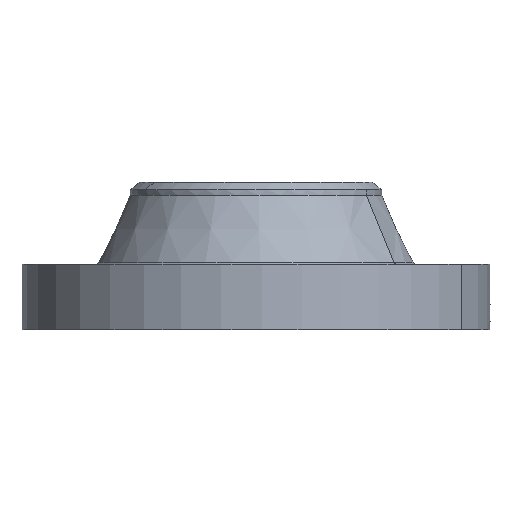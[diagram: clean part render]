
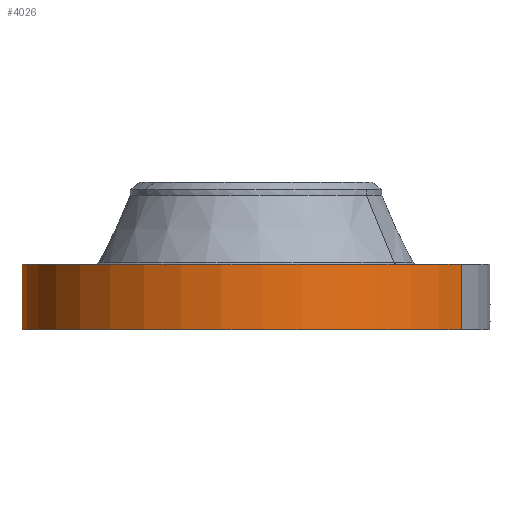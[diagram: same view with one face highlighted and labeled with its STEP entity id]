
A CAD part, left-side view. The second image highlights one B-rep face of the part: STEP entity #4026.
In plain terms, the highlighted cylindrical face has radius 254 mm (diameter 508 mm), a partial arc.
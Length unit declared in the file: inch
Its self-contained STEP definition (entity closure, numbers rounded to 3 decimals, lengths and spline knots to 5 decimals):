
#2927=AXIS2_PLACEMENT_3D('Circle Axis2P3D',#2925,#2926,$) ;
#3912=AXIS2_PLACEMENT_3D('Cylinder Axis2P3D',#3909,#3910,#3911) ;
#3916=AXIS2_PLACEMENT_3D('Circle Axis2P3D',#3914,#3915,$) ;
#2920=CARTESIAN_POINT('Vertex',(4.79426,8.77583,2.812)) ;
#2922=CARTESIAN_POINT('Vertex',(-4.79426,-8.77583,2.812)) ;
#2925=CARTESIAN_POINT('Axis2P3D Location',(0.,0.,2.812)) ;
#3909=CARTESIAN_POINT('Axis2P3D Location',(0.,0.,3.156)) ;
#3914=CARTESIAN_POINT('Axis2P3D Location',(0.,0.,0.)) ;
#3918=CARTESIAN_POINT('Vertex',(-4.79426,-8.77583,0.)) ;
#3920=CARTESIAN_POINT('Vertex',(4.79426,8.77583,0.)) ;
#3923=CARTESIAN_POINT('Line Origine',(-4.79426,-8.77583,1.406)) ;
#3928=CARTESIAN_POINT('Line Origine',(4.79426,8.77583,1.406)) ;
#3940=CARTESIAN_POINT('Control Point',(-0.05721,9.99984,1.09946)) ;
#3941=CARTESIAN_POINT('Control Point',(-0.03855,9.99994,1.10252)) ;
#3942=CARTESIAN_POINT('Control Point',(-0.01963,10.,1.10408)) ;
#3943=CARTESIAN_POINT('Control Point',(-0.00072,10.,1.10412)) ;
#3944=CARTESIAN_POINT('Vertex',(-0.0572,9.99984,1.09946)) ;
#3946=CARTESIAN_POINT('Vertex',(-0.00072,10.,1.10412)) ;
#3950=CARTESIAN_POINT('Control Point',(-0.0572,9.99984,1.09946)) ;
#3951=CARTESIAN_POINT('Control Point',(-0.09693,9.99961,1.09476)) ;
#3952=CARTESIAN_POINT('Control Point',(-0.13593,9.99914,1.08281)) ;
#3953=CARTESIAN_POINT('Control Point',(-0.17178,9.99852,1.06447)) ;
#3954=CARTESIAN_POINT('Vertex',(-0.17178,9.99852,1.06447)) ;
#3958=CARTESIAN_POINT('Control Point',(-0.03048,9.99995,0.34115)) ;
#3959=CARTESIAN_POINT('Control Point',(-0.08692,9.99978,0.34832)) ;
#3960=CARTESIAN_POINT('Control Point',(-0.14178,9.99922,0.36592)) ;
#3961=CARTESIAN_POINT('Control Point',(-0.19235,9.99831,0.39348)) ;
#3962=CARTESIAN_POINT('Control Point',(-0.26576,9.99658,0.4529)) ;
#3963=CARTESIAN_POINT('Control Point',(-0.31798,9.99497,0.52938)) ;
#3964=CARTESIAN_POINT('Control Point',(-0.33509,9.9944,0.56205)) ;
#3965=CARTESIAN_POINT('Control Point',(-0.36906,9.99321,0.65025)) ;
#3966=CARTESIAN_POINT('Control Point',(-0.37611,9.99292,0.74448)) ;
#3967=CARTESIAN_POINT('Control Point',(-0.36996,9.99316,0.802)) ;
#3968=CARTESIAN_POINT('Control Point',(-0.34041,9.99428,0.9012)) ;
#3969=CARTESIAN_POINT('Control Point',(-0.28068,9.99612,0.98436)) ;
#3970=CARTESIAN_POINT('Control Point',(-0.24854,9.99701,1.01703)) ;
#3971=CARTESIAN_POINT('Control Point',(-0.21177,9.99784,1.04402)) ;
#3972=CARTESIAN_POINT('Control Point',(-0.17178,9.99852,1.06447)) ;
#3973=CARTESIAN_POINT('Vertex',(-0.03048,9.99995,0.34115)) ;
#3977=CARTESIAN_POINT('Control Point',(-0.03048,9.99995,0.34115)) ;
#3978=CARTESIAN_POINT('Control Point',(-0.02031,9.99998,0.34087)) ;
#3979=CARTESIAN_POINT('Control Point',(-0.01014,10.,0.34094)) ;
#3980=CARTESIAN_POINT('Control Point',(0.,10.,0.34137)) ;
#3981=CARTESIAN_POINT('Vertex',(0.,10.,0.34137)) ;
#3985=CARTESIAN_POINT('Control Point',(0.19309,9.99814,0.39656)) ;
#3986=CARTESIAN_POINT('Control Point',(0.14918,9.99898,0.37154)) ;
#3987=CARTESIAN_POINT('Control Point',(0.10115,9.99965,0.35361)) ;
#3988=CARTESIAN_POINT('Control Point',(0.05082,10.,0.34353)) ;
#3989=CARTESIAN_POINT('Control Point',(0.,10.,0.34137)) ;
#3990=CARTESIAN_POINT('Vertex',(0.19309,9.99814,0.39656)) ;
#3994=CARTESIAN_POINT('Control Point',(0.19309,9.99814,0.39656)) ;
#3995=CARTESIAN_POINT('Control Point',(0.222,9.99758,0.41304)) ;
#3996=CARTESIAN_POINT('Control Point',(0.24924,9.99695,0.4324)) ;
#3997=CARTESIAN_POINT('Control Point',(0.2744,9.99628,0.45446)) ;
#3998=CARTESIAN_POINT('Control Point',(0.34105,9.99431,0.52643)) ;
#3999=CARTESIAN_POINT('Control Point',(0.38338,9.99268,0.6163)) ;
#4000=CARTESIAN_POINT('Control Point',(0.39821,9.99206,0.68079)) ;
#4001=CARTESIAN_POINT('Control Point',(0.39882,9.99207,0.80773)) ;
#4002=CARTESIAN_POINT('Control Point',(0.34911,9.99395,0.92279)) ;
#4003=CARTESIAN_POINT('Control Point',(0.31406,9.99519,0.97248)) ;
#4004=CARTESIAN_POINT('Control Point',(0.23562,9.99748,1.04687)) ;
#4005=CARTESIAN_POINT('Control Point',(0.13852,9.99919,1.08949)) ;
#4006=CARTESIAN_POINT('Control Point',(0.09276,9.99973,1.10155)) ;
#4007=CARTESIAN_POINT('Control Point',(0.0461,10.,1.10641)) ;
#4008=CARTESIAN_POINT('Control Point',(-0.00003,10.,1.10415)) ;
#4009=CARTESIAN_POINT('Vertex',(-0.00003,10.,1.10415)) ;
#4013=CARTESIAN_POINT('Control Point',(-0.00072,10.,1.10412)) ;
#4014=CARTESIAN_POINT('Control Point',(-0.00037,10.,1.10414)) ;
#4015=CARTESIAN_POINT('Control Point',(-0.00003,10.,1.10415)) ;
#2926=DIRECTION('Axis2P3D Direction',(0.,0.,-0.039)) ;
#3910=DIRECTION('Axis2P3D Direction',(0.,0.,-0.039)) ;
#3911=DIRECTION('Axis2P3D XDirection',(0.019,0.035,0.)) ;
#3915=DIRECTION('Axis2P3D Direction',(0.,0.,-0.039)) ;
#3924=DIRECTION('Vector Direction',(0.,0.,-0.039)) ;
#3929=DIRECTION('Vector Direction',(0.,0.,-0.039)) ;
#3925=VECTOR('Line Direction',#3924,0.03937) ;
#3930=VECTOR('Line Direction',#3929,0.03937) ;
#3934=ORIENTED_EDGE('',*,*,#3922,.F.) ;
#3935=ORIENTED_EDGE('',*,*,#3927,.T.) ;
#3936=ORIENTED_EDGE('',*,*,#2929,.T.) ;
#3937=ORIENTED_EDGE('',*,*,#3932,.F.) ;
#4018=ORIENTED_EDGE('',*,*,#3948,.F.) ;
#4019=ORIENTED_EDGE('',*,*,#3956,.T.) ;
#4020=ORIENTED_EDGE('',*,*,#3975,.F.) ;
#4021=ORIENTED_EDGE('',*,*,#3983,.T.) ;
#4022=ORIENTED_EDGE('',*,*,#3992,.F.) ;
#4023=ORIENTED_EDGE('',*,*,#4011,.T.) ;
#4024=ORIENTED_EDGE('',*,*,#4016,.F.) ;
#4025=FACE_BOUND('',#4017,.T.) ;
#4026=ADVANCED_FACE('PartBody',(#3938,#4025),#3913,.T.) ;
#3939=B_SPLINE_CURVE_WITH_KNOTS('',3,(#3940,#3941,#3942,#3943),.UNSPECIFIED.,.F.,.U.,(4,4),(4.42273,6.5213),.UNSPECIFIED.) ;
#3949=B_SPLINE_CURVE_WITH_KNOTS('',3,(#3950,#3951,#3952,#3953),.UNSPECIFIED.,.F.,.U.,(4,4),(0.,4.4949),.UNSPECIFIED.) ;
#3957=B_SPLINE_CURVE_WITH_KNOTS('',5,(#3958,#3959,#3960,#3961,#3962,#3963,#3964,#3965,#3966,#3967,#3968,#3969,#3970,#3971,#3972),.UNSPECIFIED.,.F.,.U.,(6,3,3,3,6),(0.,9.88848,16.45908,26.84302,35.20034),.UNSPECIFIED.) ;
#3976=B_SPLINE_CURVE_WITH_KNOTS('',3,(#3977,#3978,#3979,#3980),.UNSPECIFIED.,.F.,.U.,(4,4),(0.,1.06033),.UNSPECIFIED.) ;
#3984=B_SPLINE_CURVE_WITH_KNOTS('',4,(#3985,#3986,#3987,#3988,#3989),.UNSPECIFIED.,.F.,.U.,(5,5),(0.,7.08113),.UNSPECIFIED.) ;
#3993=B_SPLINE_CURVE_WITH_KNOTS('',5,(#3994,#3995,#3996,#3997,#3998,#3999,#4000,#4001,#4002,#4003,#4004,#4005,#4006,#4007,#4008),.UNSPECIFIED.,.F.,.U.,(6,3,3,3,6),(0.,5.82923,17.12766,27.78697,36.40814),.UNSPECIFIED.) ;
#4012=B_SPLINE_CURVE_WITH_KNOTS('',2,(#4013,#4014,#4015),.UNSPECIFIED.,.F.,.U.,(3,3),(1.03894,1.06474),.UNSPECIFIED.) ;
#2928=CIRCLE('generated circle',#2927,10.) ;
#3917=CIRCLE('generated circle',#3916,10.) ;
#3913=CYLINDRICAL_SURFACE('generated cylinder',#3912,10.) ;
#2929=EDGE_CURVE('',#2923,#2921,#2928,.T.) ;
#3922=EDGE_CURVE('',#3919,#3921,#3917,.T.) ;
#3927=EDGE_CURVE('',#3919,#2923,#3926,.F.) ;
#3932=EDGE_CURVE('',#3921,#2921,#3931,.F.) ;
#3948=EDGE_CURVE('',#3945,#3947,#3939,.T.) ;
#3956=EDGE_CURVE('',#3945,#3955,#3949,.T.) ;
#3975=EDGE_CURVE('',#3974,#3955,#3957,.T.) ;
#3983=EDGE_CURVE('',#3974,#3982,#3976,.T.) ;
#3992=EDGE_CURVE('',#3991,#3982,#3984,.T.) ;
#4011=EDGE_CURVE('',#3991,#4010,#3993,.T.) ;
#4016=EDGE_CURVE('',#3947,#4010,#4012,.T.) ;
#3933=EDGE_LOOP('',(#3934,#3935,#3936,#3937)) ;
#4017=EDGE_LOOP('',(#4018,#4019,#4020,#4021,#4022,#4023,#4024)) ;
#3938=FACE_OUTER_BOUND('',#3933,.T.) ;
#3926=LINE('Line',#3923,#3925) ;
#3931=LINE('Line',#3928,#3930) ;
#2921=VERTEX_POINT('',#2920) ;
#2923=VERTEX_POINT('',#2922) ;
#3919=VERTEX_POINT('',#3918) ;
#3921=VERTEX_POINT('',#3920) ;
#3945=VERTEX_POINT('',#3944) ;
#3947=VERTEX_POINT('',#3946) ;
#3955=VERTEX_POINT('',#3954) ;
#3974=VERTEX_POINT('',#3973) ;
#3982=VERTEX_POINT('',#3981) ;
#3991=VERTEX_POINT('',#3990) ;
#4010=VERTEX_POINT('',#4009) ;
